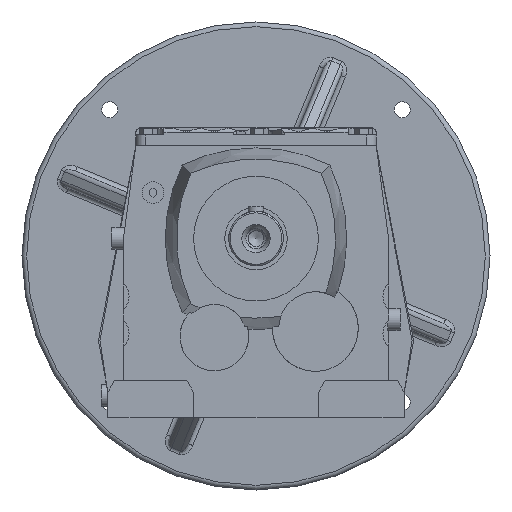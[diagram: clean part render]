
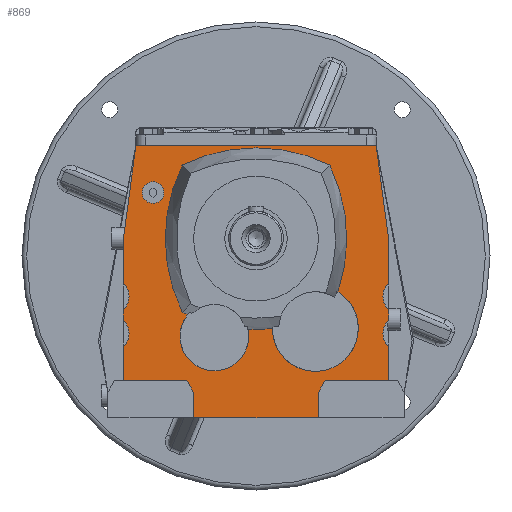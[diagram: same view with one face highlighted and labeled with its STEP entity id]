
A CAD part, left-side view. The second image highlights one B-rep face of the part: STEP entity #869.
In plain terms, the highlighted planar face has unit normal (-1, 0, 0).
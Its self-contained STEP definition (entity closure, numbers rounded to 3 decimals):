
#869=ADVANCED_FACE('',(#5655,#5657),#5659,.F.);
#5655=FACE_BOUND('',#5656,.T.);
#5656=EDGE_LOOP('',(#11033,#11034,#11035,#11036,#11037,#11038,#11039,#11040,#11041,
#11042,#11043,#11044,#11045,#11046,#11047,#11048,#11049,#11050,#11051,#11052));
#5657=FACE_BOUND('',#5658,.T.);
#5658=EDGE_LOOP('',(#11053,#11054,#11055,#11056,#11057,#11058,#11059));
#5659=PLANE('',#5660);
#5660=AXIS2_PLACEMENT_3D('',#5661,#5662,#5663);
#5661=CARTESIAN_POINT('',(47.5,0.,-29.73));
#5662=DIRECTION('',(1.,0.,0.));
#5663=DIRECTION('',(0.,1.,0.));
#11033=ORIENTED_EDGE('',*,*,#13416,.T.);
#11034=ORIENTED_EDGE('',*,*,#13424,.F.);
#11035=ORIENTED_EDGE('',*,*,#13426,.F.);
#11036=ORIENTED_EDGE('',*,*,#13427,.F.);
#11037=ORIENTED_EDGE('',*,*,#13428,.F.);
#11038=ORIENTED_EDGE('',*,*,#13429,.F.);
#11039=ORIENTED_EDGE('',*,*,#13406,.T.);
#11040=ORIENTED_EDGE('',*,*,#13430,.F.);
#11041=ORIENTED_EDGE('',*,*,#13402,.T.);
#11042=ORIENTED_EDGE('',*,*,#13431,.F.);
#11043=ORIENTED_EDGE('',*,*,#13432,.T.);
#11044=ORIENTED_EDGE('',*,*,#13433,.T.);
#11045=ORIENTED_EDGE('',*,*,#13434,.T.);
#11046=ORIENTED_EDGE('',*,*,#13435,.F.);
#11047=ORIENTED_EDGE('',*,*,#13436,.T.);
#11048=ORIENTED_EDGE('',*,*,#13437,.T.);
#11049=ORIENTED_EDGE('',*,*,#13438,.T.);
#11050=ORIENTED_EDGE('',*,*,#13420,.F.);
#11051=ORIENTED_EDGE('',*,*,#13412,.T.);
#11052=ORIENTED_EDGE('',*,*,#13418,.F.);
#11053=ORIENTED_EDGE('',*,*,#13398,.T.);
#11054=ORIENTED_EDGE('',*,*,#13439,.T.);
#11055=ORIENTED_EDGE('',*,*,#13394,.T.);
#11056=ORIENTED_EDGE('',*,*,#13440,.T.);
#11057=ORIENTED_EDGE('',*,*,#13441,.T.);
#11058=ORIENTED_EDGE('',*,*,#13442,.T.);
#11059=ORIENTED_EDGE('',*,*,#13443,.T.);
#13394=EDGE_CURVE('',#14621,#14618,#14622,.T.);
#13398=EDGE_CURVE('',#14629,#14626,#14630,.T.);
#13402=EDGE_CURVE('',#14637,#14634,#14638,.T.);
#13406=EDGE_CURVE('',#14645,#14642,#14646,.T.);
#13412=EDGE_CURVE('',#14651,#14655,#14657,.T.);
#13416=EDGE_CURVE('',#14659,#14663,#14665,.T.);
#13418=EDGE_CURVE('',#14659,#14655,#14667,.T.);
#13420=EDGE_CURVE('',#14651,#14669,#14670,.T.);
#13424=EDGE_CURVE('',#14675,#14663,#14677,.T.);
#13426=EDGE_CURVE('',#14679,#14675,#14680,.T.);
#13427=EDGE_CURVE('',#14681,#14679,#14682,.T.);
#13428=EDGE_CURVE('',#14683,#14681,#14684,.T.);
#13429=EDGE_CURVE('',#14645,#14683,#14685,.T.);
#13430=EDGE_CURVE('',#14637,#14642,#14686,.T.);
#13431=EDGE_CURVE('',#14687,#14634,#14688,.T.);
#13432=EDGE_CURVE('',#14687,#14689,#14690,.T.);
#13433=EDGE_CURVE('',#14689,#14691,#14692,.T.);
#13434=EDGE_CURVE('',#14691,#14693,#14694,.T.);
#13435=EDGE_CURVE('',#14695,#14693,#14696,.T.);
#13436=EDGE_CURVE('',#14695,#14697,#14698,.T.);
#13437=EDGE_CURVE('',#14697,#14699,#14700,.T.);
#13438=EDGE_CURVE('',#14699,#14669,#14701,.T.);
#13439=EDGE_CURVE('',#14626,#14621,#14702,.T.);
#13440=EDGE_CURVE('',#14618,#14703,#14704,.T.);
#13441=EDGE_CURVE('',#14703,#14705,#14706,.T.);
#13442=EDGE_CURVE('',#14705,#14707,#14708,.T.);
#13443=EDGE_CURVE('',#14707,#14629,#14709,.T.);
#14618=VERTEX_POINT('',#16684);
#14621=VERTEX_POINT('',#16697);
#14622=CIRCLE('',#16698,22.);
#14626=VERTEX_POINT('',#16718);
#14629=VERTEX_POINT('',#16728);
#14630=CIRCLE('',#16729,27.5);
#14634=VERTEX_POINT('',#16747);
#14637=VERTEX_POINT('',#16752);
#14638=CIRCLE('',#16753,12.);
#14642=VERTEX_POINT('',#16765);
#14645=VERTEX_POINT('',#16770);
#14646=CIRCLE('',#16771,12.);
#14651=VERTEX_POINT('',#16784);
#14655=VERTEX_POINT('',#16793);
#14657=CIRCLE('',#16797,12.);
#14659=VERTEX_POINT('',#16802);
#14663=VERTEX_POINT('',#16811);
#14665=CIRCLE('',#16815,12.);
#14667=LINE('',#16822,#16823);
#14669=VERTEX_POINT('',#16828);
#14670=LINE('',#16829,#16830);
#14675=VERTEX_POINT('',#16840);
#14677=LINE('',#16844,#16845);
#14679=VERTEX_POINT('',#16850);
#14680=LINE('',#16851,#16852);
#14681=VERTEX_POINT('',#16854);
#14682=LINE('',#16855,#16856);
#14683=VERTEX_POINT('',#16858);
#14684=LINE('',#16859,#16860);
#14685=LINE('',#16862,#16863);
#14686=LINE('',#16865,#16866);
#14687=VERTEX_POINT('',#16868);
#14688=LINE('',#16869,#16870);
#14689=VERTEX_POINT('',#16872);
#14690=LINE('',#16873,#16874);
#14691=VERTEX_POINT('',#16876);
#14692=LINE('',#16877,#16878);
#14693=VERTEX_POINT('',#16880);
#14694=LINE('',#16881,#16882);
#14695=VERTEX_POINT('',#16884);
#14696=LINE('',#16885,#16886);
#14697=VERTEX_POINT('',#16888);
#14698=LINE('',#16889,#16890);
#14699=VERTEX_POINT('',#16892);
#14700=LINE('',#16893,#16894);
#14701=LINE('',#16896,#16897);
#14702=CIRCLE('',#16899,107.141);
#14703=VERTEX_POINT('',#16903);
#14704=CIRCLE('',#16904,107.141);
#14705=VERTEX_POINT('',#16908);
#14706=CIRCLE('',#16909,107.141);
#14707=VERTEX_POINT('',#16913);
#14708=CIRCLE('',#16914,107.141);
#14709=CIRCLE('',#16918,107.141);
#16684=CARTESIAN_POINT('',(47.5,43.753,-48.8));
#16697=CARTESIAN_POINT('',(47.5,5.205,-58.015));
#16698=AXIS2_PLACEMENT_3D('',#16699,#16700,#16701);
#16699=CARTESIAN_POINT('',(47.5,26.7,-62.7));
#16700=DIRECTION('',(1.,0.,-0.));
#16701=DIRECTION('',(0.,-0.977,0.213));
#16718=CARTESIAN_POINT('',(47.5,-10.555,-57.62));
#16728=CARTESIAN_POINT('',(47.5,-52.542,-34.182));
#16729=AXIS2_PLACEMENT_3D('',#16730,#16731,#16732);
#16730=CARTESIAN_POINT('',(47.5,-38.055,-57.557));
#16731=DIRECTION('',(1.,0.,-0.));
#16732=DIRECTION('',(0.,-0.527,0.85));
#16747=CARTESIAN_POINT('',(47.5,85.,-69.57));
#16752=CARTESIAN_POINT('',(47.5,85.,-52.43));
#16753=AXIS2_PLACEMENT_3D('',#16754,#16755,#16756);
#16754=CARTESIAN_POINT('',(47.5,93.4,-61.));
#16755=DIRECTION('',(1.,0.,-0.));
#16756=DIRECTION('',(0.,-0.7,0.714));
#16765=CARTESIAN_POINT('',(47.5,85.,-45.57));
#16770=CARTESIAN_POINT('',(47.5,85.,-28.43));
#16771=AXIS2_PLACEMENT_3D('',#16772,#16773,#16774);
#16772=CARTESIAN_POINT('',(47.5,93.4,-37.));
#16773=DIRECTION('',(1.,0.,-0.));
#16774=DIRECTION('',(0.,-0.7,0.714));
#16784=CARTESIAN_POINT('',(47.5,-85.,-69.57));
#16793=CARTESIAN_POINT('',(47.5,-85.,-52.43));
#16797=AXIS2_PLACEMENT_3D('',#16798,#16799,#16800);
#16798=CARTESIAN_POINT('',(47.5,-93.4,-61.));
#16799=DIRECTION('',(1.,0.,0.));
#16800=DIRECTION('',(0.,0.7,-0.714));
#16802=CARTESIAN_POINT('',(47.5,-85.,-45.57));
#16811=CARTESIAN_POINT('',(47.5,-85.,-28.43));
#16815=AXIS2_PLACEMENT_3D('',#16816,#16817,#16818);
#16816=CARTESIAN_POINT('',(47.5,-93.4,-37.));
#16817=DIRECTION('',(1.,0.,0.));
#16818=DIRECTION('',(0.,0.7,-0.714));
#16822=CARTESIAN_POINT('',(47.5,-85.,-45.57));
#16823=VECTOR('',#16824,1.);
#16824=DIRECTION('',(0.,0.,-1.));
#16828=CARTESIAN_POINT('',(47.5,-85.,-91.));
#16829=CARTESIAN_POINT('',(47.5,-85.,-69.57));
#16830=VECTOR('',#16831,1.);
#16831=DIRECTION('',(0.,0.,-1.));
#16840=CARTESIAN_POINT('',(47.5,-85.,0.));
#16844=CARTESIAN_POINT('',(47.5,-85.,0.));
#16845=VECTOR('',#16846,1.);
#16846=DIRECTION('',(0.,0.,-1.));
#16850=CARTESIAN_POINT('',(47.5,-77.,59.5));
#16851=CARTESIAN_POINT('',(47.5,-77.,59.5));
#16852=VECTOR('',#16853,1.);
#16853=DIRECTION('',(0.,-0.133,-0.991));
#16854=CARTESIAN_POINT('',(47.5,77.,59.5));
#16855=CARTESIAN_POINT('',(47.5,77.,59.5));
#16856=VECTOR('',#16857,1.);
#16857=DIRECTION('',(0.,-1.,0.));
#16858=CARTESIAN_POINT('',(47.5,85.,0.));
#16859=CARTESIAN_POINT('',(47.5,85.,0.));
#16860=VECTOR('',#16861,1.);
#16861=DIRECTION('',(0.,-0.133,0.991));
#16862=CARTESIAN_POINT('',(47.5,85.,-28.43));
#16863=VECTOR('',#16864,1.);
#16864=DIRECTION('',(0.,0.,1.));
#16865=CARTESIAN_POINT('',(47.5,85.,-52.43));
#16866=VECTOR('',#16867,1.);
#16867=DIRECTION('',(0.,0.,1.));
#16868=CARTESIAN_POINT('',(47.5,85.,-91.));
#16869=CARTESIAN_POINT('',(47.5,85.,-91.));
#16870=VECTOR('',#16871,1.);
#16871=DIRECTION('',(0.,0.,1.));
#16872=CARTESIAN_POINT('',(47.5,44.33,-91.));
#16873=CARTESIAN_POINT('',(47.5,85.,-91.));
#16874=VECTOR('',#16875,1.);
#16875=DIRECTION('',(0.,-1.,0.));
#16876=CARTESIAN_POINT('',(47.5,40.,-98.5));
#16877=CARTESIAN_POINT('',(47.5,44.33,-91.));
#16878=VECTOR('',#16879,1.);
#16879=DIRECTION('',(0.,-0.5,-0.866));
#16880=CARTESIAN_POINT('',(47.5,40.,-115.));
#16881=CARTESIAN_POINT('',(47.5,40.,-98.5));
#16882=VECTOR('',#16883,1.);
#16883=DIRECTION('',(0.,0.,-1.));
#16884=CARTESIAN_POINT('',(47.5,-40.,-115.));
#16885=CARTESIAN_POINT('',(47.5,-40.,-115.));
#16886=VECTOR('',#16887,1.);
#16887=DIRECTION('',(0.,1.,0.));
#16888=CARTESIAN_POINT('',(47.5,-40.,-98.5));
#16889=CARTESIAN_POINT('',(47.5,-40.,-115.));
#16890=VECTOR('',#16891,1.);
#16891=DIRECTION('',(0.,0.,1.));
#16892=CARTESIAN_POINT('',(47.5,-44.33,-91.));
#16893=CARTESIAN_POINT('',(47.5,-40.,-98.5));
#16894=VECTOR('',#16895,1.);
#16895=DIRECTION('',(0.,-0.5,0.866));
#16896=CARTESIAN_POINT('',(47.5,-44.33,-91.));
#16897=VECTOR('',#16898,1.);
#16898=DIRECTION('',(0.,-1.,0.));
#16899=AXIS2_PLACEMENT_3D('',#16900,#16901,#16902);
#16900=CARTESIAN_POINT('',(47.5,0.,49.));
#16901=DIRECTION('',(1.,-0.,0.));
#16902=DIRECTION('',(0.,-0.099,-0.995));
#16903=CARTESIAN_POINT('',(47.5,47.189,-47.189));
#16904=AXIS2_PLACEMENT_3D('',#16905,#16906,#16907);
#16905=CARTESIAN_POINT('',(47.5,0.,49.));
#16906=DIRECTION('',(1.,-0.,0.));
#16907=DIRECTION('',(0.,0.408,-0.913));
#16908=CARTESIAN_POINT('',(47.5,47.189,47.189));
#16909=AXIS2_PLACEMENT_3D('',#16910,#16911,#16912);
#16910=CARTESIAN_POINT('',(47.5,-49.,0.));
#16911=DIRECTION('',(1.,-0.,0.));
#16912=DIRECTION('',(0.,0.898,-0.44));
#16913=CARTESIAN_POINT('',(47.5,-47.189,47.189));
#16914=AXIS2_PLACEMENT_3D('',#16915,#16916,#16917);
#16915=CARTESIAN_POINT('',(47.5,0.,-49.));
#16916=DIRECTION('',(1.,0.,-0.));
#16917=DIRECTION('',(0.,0.44,0.898));
#16918=AXIS2_PLACEMENT_3D('',#16919,#16920,#16921);
#16919=CARTESIAN_POINT('',(47.5,49.,0.));
#16920=DIRECTION('',(1.,0.,-0.));
#16921=DIRECTION('',(0.,-0.898,0.44));
